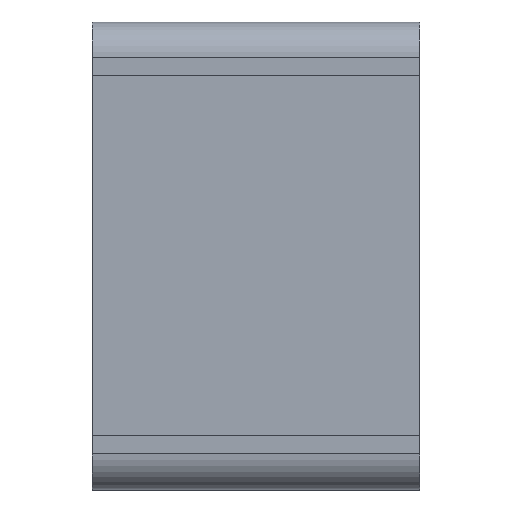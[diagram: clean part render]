
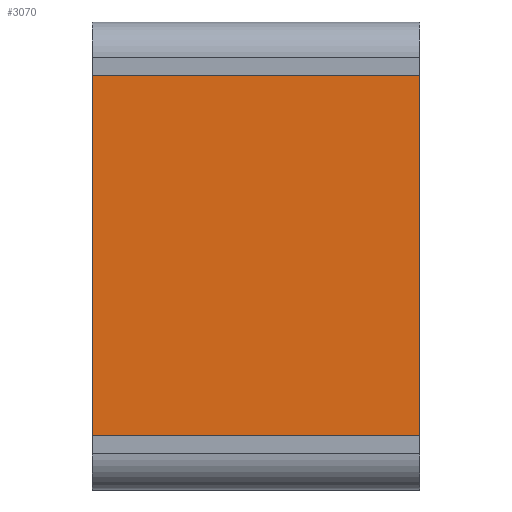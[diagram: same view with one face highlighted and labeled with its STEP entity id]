
A CAD part, top view. The second image highlights one B-rep face of the part: STEP entity #3070.
In plain terms, the highlighted face is planar.
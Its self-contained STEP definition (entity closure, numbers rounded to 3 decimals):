
#530=CARTESIAN_POINT('',(-181.083,-0.389,
72.594));
#540=DIRECTION('',(0.,0.,1.));
#550=VECTOR('',#540,1.);
#560=LINE('',#530,#550);
#570=CARTESIAN_POINT('',(-181.083,-0.389,
72.594));
#580=VERTEX_POINT('',#570);
#590=CARTESIAN_POINT('',(-181.083,-0.389,
77.144));
#600=VERTEX_POINT('',#590);
#610=EDGE_CURVE('',#580,#600,#560,.T.);
#1660=CARTESIAN_POINT('',(0.,-0.389,77.144));
#1670=DIRECTION('',(-1.,0.,0.));
#1680=VECTOR('',#1670,1.);
#1690=LINE('',#1660,#1680);
#1700=CARTESIAN_POINT('',(-176.083,-0.389,
77.144));
#1710=VERTEX_POINT('',#1700);
#1720=EDGE_CURVE('',#1710,#600,#1690,.T.);
#2650=CARTESIAN_POINT('',(-176.083,-0.389,
77.144));
#2660=DIRECTION('',(0.,0.,1.));
#2670=VECTOR('',#2660,1.);
#2680=LINE('',#2650,#2670);
#2690=CARTESIAN_POINT('',(-176.083,-0.389,
72.594));
#2700=VERTEX_POINT('',#2690);
#2710=EDGE_CURVE('',#2700,#1710,#2680,.T.);
#2910=CARTESIAN_POINT('',(-181.083,-0.389,
77.144));
#2920=DIRECTION('',(0.,-1.,0.));
#2930=DIRECTION('',(1.,0.,0.));
#2940=AXIS2_PLACEMENT_3D('',#2910,#2920,#2930);
#2950=PLANE('',#2940);
#2960=ORIENTED_EDGE('',*,*,#1720,.F.);
#2970=ORIENTED_EDGE('',*,*,#610,.T.);
#2980=CARTESIAN_POINT('',(0.,-0.389,72.594));
#2990=DIRECTION('',(1.,0.,0.));
#3000=VECTOR('',#2990,1.);
#3010=LINE('',#2980,#3000);
#3020=EDGE_CURVE('',#580,#2700,#3010,.T.);
#3030=ORIENTED_EDGE('',*,*,#3020,.F.);
#3040=ORIENTED_EDGE('',*,*,#2710,.F.);
#3050=EDGE_LOOP('',(#3040,#3030,#2970,#2960));
#3060=FACE_OUTER_BOUND('',#3050,.T.);
#3070=ADVANCED_FACE('',(#3060),#2950,.F.);
